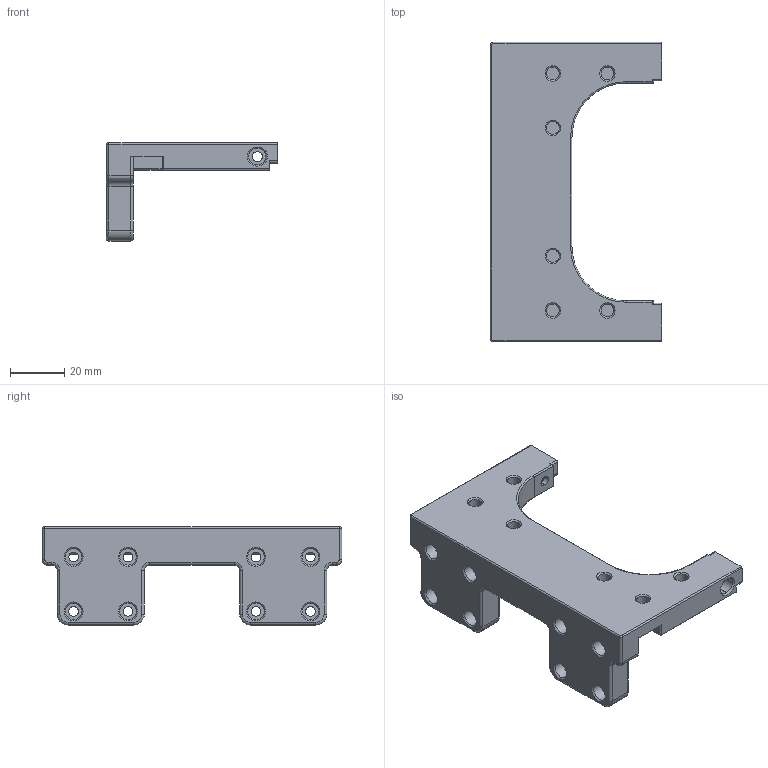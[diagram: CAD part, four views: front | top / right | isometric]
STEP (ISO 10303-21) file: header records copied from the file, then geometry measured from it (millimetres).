
FILE_DESCRIPTION(/* description */ (''),/* implementation_level */ '2;1');
FILE_NAME(/* name */ 'Voron Artillery bed holder Left.step',/* time_stamp */ '2023-04-29T13:45:56-04:00',/* author */ (''),/* organization */ (''),/* preprocessor_version */ 'ST-DEVELOPER v19.2',/* originating_system */ 'Autodesk Translation Framework v12.4.0.73',/* authorisation */ '');
FILE_SCHEMA (('AUTOMOTIVE_DESIGN { 1 0 10303 214 3 1 1 }'));
Length unit declared in the file: millimetre
Products named in the file (1): Voron Artillery bed holder
Bounding box: 63 x 110 x 36 mm (x, y, z)
Volume: 54974.6 mm3; surface area: 19862.7 mm2
Topology: 1 solids, 1 shells, 195 faces, 447 edges, 268 vertices
Faces by surface type: cylinder 83, plane 66, cone 20, torus 20, bspline 6
Full cylindrical faces by diameter (mm): 3.5 x8, 4.7 x6, 6 x8
Entity records: 5554 total; most frequent: DIRECTION 1031, CARTESIAN_POINT 957, ORIENTED_EDGE 890, EDGE_CURVE 445, AXIS2_PLACEMENT_3D 396, VERTEX_POINT 268, LINE 239, VECTOR 239
